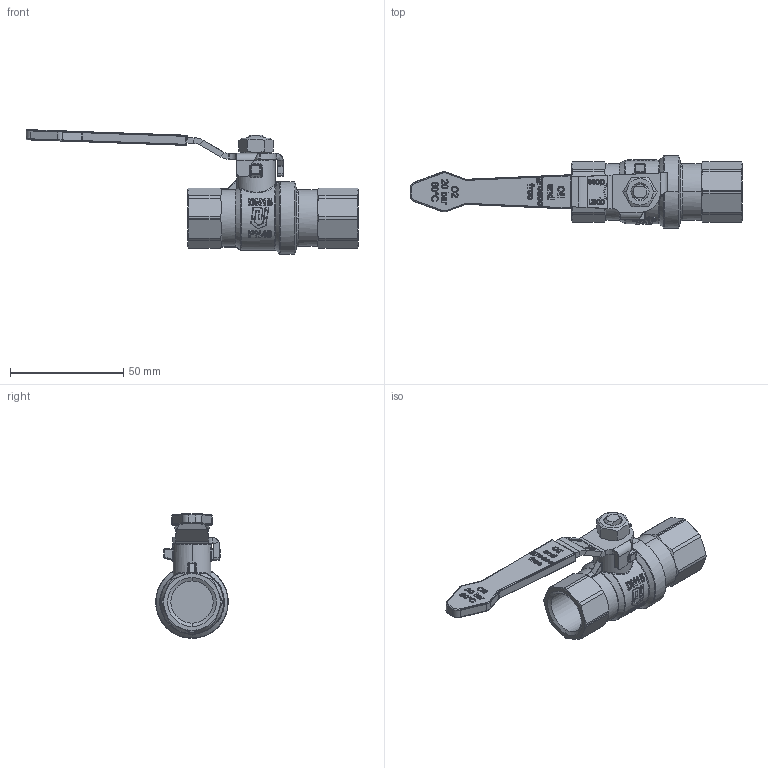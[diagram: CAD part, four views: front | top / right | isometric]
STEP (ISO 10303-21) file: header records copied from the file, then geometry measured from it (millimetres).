
FILE_DESCRIPTION(('HOOPS Exchange Step'),'2;1');
FILE_NAME('GK020001_DN15.stp','2025-02-21T09:20:00+01:00',('nieru'),('Unknown organisation'),'HOOPS Exchange 2024.2','HOOPS Exchange','Unknown authorisation');
FILE_SCHEMA( ('AP203_CONFIGURATION_CONTROLLED_3D_DESIGN_OF_MECHANICAL_PARTS_AND_ASSEMBLIES_MIM_LF') );
Length unit declared in the file: millimetre
Products named in the file (2): 0; root
Assembly tree (1 placements, depth 2):
  root
    0
Bounding box: 146.46 x 32 x 55.01 mm (x, y, z)
Volume: 38919.4 mm3; surface area: 16595.9 mm2
Topology: 3 solids, 3 shells, 1907 faces, 4680 edges, 2845 vertices
Faces by surface type: bspline 1022, cylinder 355, plane 355, torus 92, cone 61, sphere 22
Full cylindrical faces by diameter (mm): 6.647 x1, 8 x2, 18.631 x2
Entity records: 109426 total; most frequent: CARTESIAN_POINT 71638, ORIENTED_EDGE 9314, DIRECTION 5015, EDGE_CURVE 4657, VERTEX_POINT 2843, B_SPLINE_CURVE_WITH_KNOTS 2458, AXIS2_PLACEMENT_3D 2018, EDGE_LOOP 1994
